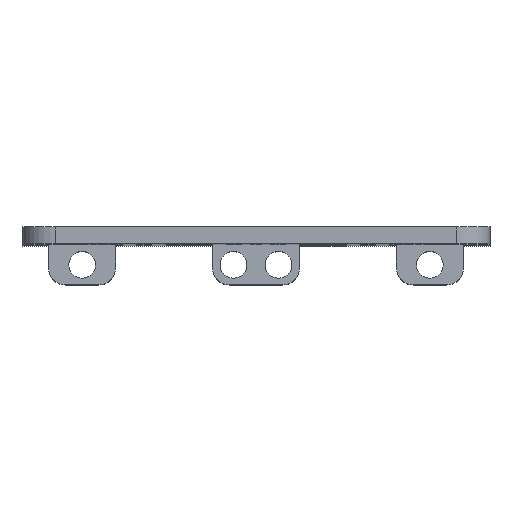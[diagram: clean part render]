
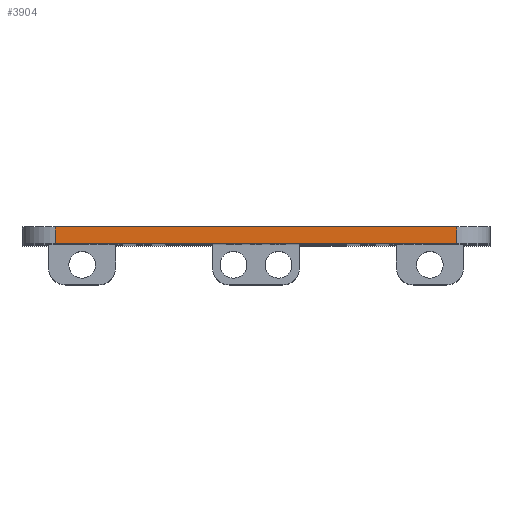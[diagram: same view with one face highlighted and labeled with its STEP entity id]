
A CAD part, top view. The second image highlights one B-rep face of the part: STEP entity #3904.
In plain terms, the highlighted planar face has unit normal (0, 0, 1).
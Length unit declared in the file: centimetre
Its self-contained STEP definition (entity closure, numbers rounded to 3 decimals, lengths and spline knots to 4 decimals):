
#34 = ORIENTED_EDGE ( 'NONE', *, *, #1594, .T. ) ;
#89 = EDGE_LOOP ( 'NONE', ( #4436, #34, #5130, #1687 ) ) ;
#539 = DIRECTION ( 'NONE',  ( 0., 0., -1. ) ) ;
#632 = FACE_OUTER_BOUND ( 'NONE', #89, .T. ) ;
#752 = DIRECTION ( 'NONE',  ( 1., 0., 0. ) ) ;
#1249 = EDGE_CURVE ( 'NONE', #3661, #7156, #6133, .T. ) ;
#1270 = DIRECTION ( 'NONE',  ( -1., 0., 0. ) ) ;
#1392 = VECTOR ( 'NONE', #7974, 100. ) ;
#1472 = EDGE_CURVE ( 'NONE', #7237, #7156, #3958, .T. ) ;
#1594 = EDGE_CURVE ( 'NONE', #7237, #2153, #5781, .T. ) ;
#1687 = ORIENTED_EDGE ( 'NONE', *, *, #1249, .T. ) ;
#1840 = CARTESIAN_POINT ( 'NONE',  ( 6., 0.5, 19. ) ) ;
#2108 = LINE ( 'NONE', #7894, #1392 ) ;
#2153 = VERTEX_POINT ( 'NONE', #3112 ) ;
#2505 = PLANE ( 'NONE',  #7709 ) ;
#3112 = CARTESIAN_POINT ( 'NONE',  ( -6., 0., 19. ) ) ;
#3232 = CARTESIAN_POINT ( 'NONE',  ( -7., 0.5, 19. ) ) ;
#3661 = VERTEX_POINT ( 'NONE', #6541 ) ;
#3879 = CARTESIAN_POINT ( 'NONE',  ( -7., 0.5, 19. ) ) ;
#3904 = ADVANCED_FACE ( 'NONE', ( #632 ), #2505, .F. ) ;
#3958 = LINE ( 'NONE', #3879, #4386 ) ;
#4118 = CARTESIAN_POINT ( 'NONE',  ( -6., 0.5, 19. ) ) ;
#4202 = DIRECTION ( 'NONE',  ( 0., 1., 0. ) ) ;
#4386 = VECTOR ( 'NONE', #752, 100. ) ;
#4436 = ORIENTED_EDGE ( 'NONE', *, *, #1472, .F. ) ;
#4528 = CARTESIAN_POINT ( 'NONE',  ( -6., 0.5, 19. ) ) ;
#4719 = CARTESIAN_POINT ( 'NONE',  ( 6., 0.5, 19. ) ) ;
#5130 = ORIENTED_EDGE ( 'NONE', *, *, #7627, .T. ) ;
#5285 = VECTOR ( 'NONE', #7143, 100. ) ;
#5781 = LINE ( 'NONE', #4528, #5285 ) ;
#6133 = LINE ( 'NONE', #4719, #7813 ) ;
#6541 = CARTESIAN_POINT ( 'NONE',  ( 6., 0., 19. ) ) ;
#7143 = DIRECTION ( 'NONE',  ( 0., -1., 0. ) ) ;
#7156 = VERTEX_POINT ( 'NONE', #1840 ) ;
#7237 = VERTEX_POINT ( 'NONE', #4118 ) ;
#7627 = EDGE_CURVE ( 'NONE', #2153, #3661, #2108, .T. ) ;
#7709 = AXIS2_PLACEMENT_3D ( 'NONE', #3232, #539, #1270 ) ;
#7813 = VECTOR ( 'NONE', #4202, 100. ) ;
#7894 = CARTESIAN_POINT ( 'NONE',  ( -7., 0., 19. ) ) ;
#7974 = DIRECTION ( 'NONE',  ( 1., 0., 0. ) ) ;
